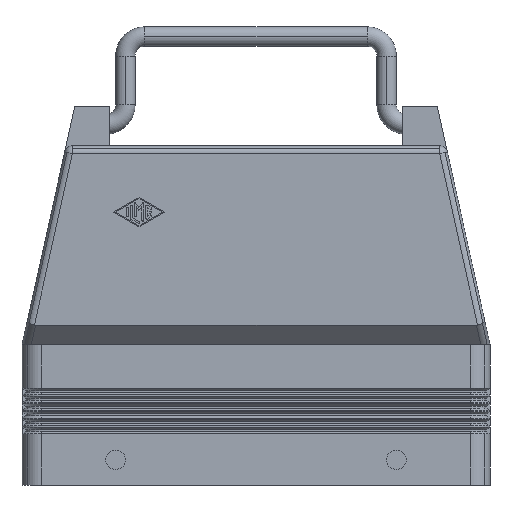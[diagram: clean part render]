
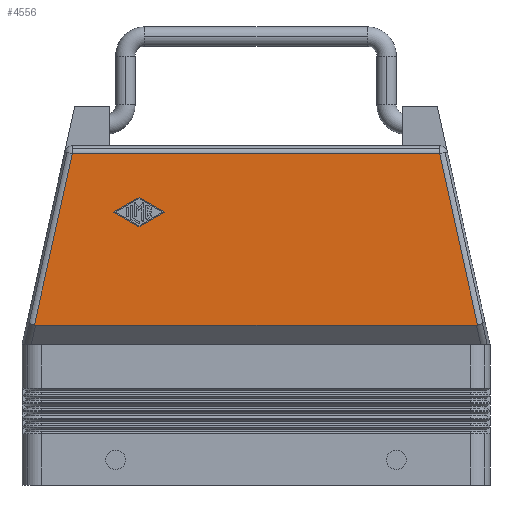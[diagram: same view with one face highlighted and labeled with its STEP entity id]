
A CAD part, front view. The second image highlights one B-rep face of the part: STEP entity #4556.
In plain terms, the highlighted planar face has unit normal (0, -1, 0).
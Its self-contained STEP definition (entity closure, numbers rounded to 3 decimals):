
#516=CARTESIAN_POINT('',(47.088,-26.5,85.));
#517=VERTEX_POINT('',#516);
#525=CARTESIAN_POINT('',(56.836,-26.5,41.033));
#526=VERTEX_POINT('',#525);
#527=CARTESIAN_POINT('',(47.088,-26.5,85.));
#528=DIRECTION('',(0.216,0.0,-0.976));
#529=VECTOR('',#528,45.034);
#530=LINE('',#527,#529);
#531=EDGE_CURVE('',#517,#526,#530,.T.);
#659=CARTESIAN_POINT('',(-47.088,-26.5,85.));
#660=VERTEX_POINT('',#659);
#668=CARTESIAN_POINT('',(-47.088,-26.5,85.));
#669=DIRECTION('',(1.0,0.0,0.0));
#670=VECTOR('',#669,94.177);
#671=LINE('',#668,#670);
#672=EDGE_CURVE('',#660,#517,#671,.T.);
#698=CARTESIAN_POINT('',(-56.836,-26.5,41.033));
#699=VERTEX_POINT('',#698);
#707=CARTESIAN_POINT('',(-56.836,-26.5,41.033));
#708=DIRECTION('',(0.216,0.0,0.976));
#709=VECTOR('',#708,45.034);
#710=LINE('',#707,#709);
#711=EDGE_CURVE('',#699,#660,#710,.T.);
#3751=CARTESIAN_POINT('',(-23.5,-26.5,70.));
#3752=VERTEX_POINT('',#3751);
#3759=CARTESIAN_POINT('',(-30.,-26.5,73.749));
#3760=VERTEX_POINT('',#3759);
#3761=CARTESIAN_POINT('',(-30.,-26.5,73.749));
#3762=DIRECTION('',(0.866,0.0,-0.5));
#3763=VECTOR('',#3762,7.504);
#3764=LINE('',#3761,#3763);
#3765=EDGE_CURVE('',#3760,#3752,#3764,.T.);
#3789=CARTESIAN_POINT('',(-30.0,-26.5,66.251));
#3790=VERTEX_POINT('',#3789);
#3797=CARTESIAN_POINT('',(-23.5,-26.5,70.));
#3798=DIRECTION('',(-0.866,0.0,-0.5));
#3799=VECTOR('',#3798,7.504);
#3800=LINE('',#3797,#3799);
#3801=EDGE_CURVE('',#3752,#3790,#3800,.T.);
#3820=CARTESIAN_POINT('',(-36.5,-26.5,70.));
#3821=VERTEX_POINT('',#3820);
#3828=CARTESIAN_POINT('',(-30.0,-26.5,66.251));
#3829=DIRECTION('',(-0.866,0.0,0.5));
#3830=VECTOR('',#3829,7.504);
#3831=LINE('',#3828,#3830);
#3832=EDGE_CURVE('',#3790,#3821,#3831,.T.);
#3850=CARTESIAN_POINT('',(-36.5,-26.5,70.));
#3851=DIRECTION('',(0.866,0.0,0.5));
#3852=VECTOR('',#3851,7.504);
#3853=LINE('',#3850,#3852);
#3854=EDGE_CURVE('',#3821,#3760,#3853,.T.);
#4516=CARTESIAN_POINT('',(0.,-26.5,59.708));
#4517=DIRECTION('',(0.0,1.0,0.0));
#4518=DIRECTION('',(0.0,0.0,1.0));
#4519=AXIS2_PLACEMENT_3D('',#4516,#4517,#4518);
#4520=PLANE('',#4519);
#4521=CARTESIAN_POINT('',(-56.529,-26.5,41.0));
#4522=VERTEX_POINT('',#4521);
#4523=CARTESIAN_POINT('',(-56.216,-26.5,43.828));
#4524=DIRECTION('',(0.,1.0,0.));
#4525=DIRECTION('',(-0.216,0.,-0.976));
#4526=AXIS2_PLACEMENT_3D('',#4523,#4524,#4525);
#4527=ELLIPSE('',#4526,2.863,2.0);
#4528=EDGE_CURVE('',#4522,#699,#4527,.T.);
#4529=ORIENTED_EDGE('',*,*,#4528,.F.);
#4530=CARTESIAN_POINT('',(56.529,-26.5,41.0));
#4531=VERTEX_POINT('',#4530);
#4532=CARTESIAN_POINT('',(56.529,-26.5,41.0));
#4533=DIRECTION('',(-1.0,0.0,0.0));
#4534=VECTOR('',#4533,113.059);
#4535=LINE('',#4532,#4534);
#4536=EDGE_CURVE('',#4531,#4522,#4535,.T.);
#4537=ORIENTED_EDGE('',*,*,#4536,.F.);
#4538=CARTESIAN_POINT('',(56.216,-26.5,43.828));
#4539=DIRECTION('',(0.0,1.,0.0));
#4540=DIRECTION('',(0.216,0.0,-0.976));
#4541=AXIS2_PLACEMENT_3D('',#4538,#4539,#4540);
#4542=ELLIPSE('',#4541,2.863,2.);
#4543=EDGE_CURVE('',#526,#4531,#4542,.T.);
#4544=ORIENTED_EDGE('',*,*,#4543,.F.);
#4545=ORIENTED_EDGE('',*,*,#531,.F.);
#4546=ORIENTED_EDGE('',*,*,#672,.F.);
#4547=ORIENTED_EDGE('',*,*,#711,.F.);
#4548=EDGE_LOOP('',(#4529,#4537,#4544,#4545,#4546,#4547));
#4549=FACE_OUTER_BOUND('',#4548,.T.);
#4550=ORIENTED_EDGE('',*,*,#3765,.T.);
#4551=ORIENTED_EDGE('',*,*,#3801,.T.);
#4552=ORIENTED_EDGE('',*,*,#3832,.T.);
#4553=ORIENTED_EDGE('',*,*,#3854,.T.);
#4554=EDGE_LOOP('',(#4550,#4551,#4552,#4553));
#4555=FACE_BOUND('',#4554,.T.);
#4556=ADVANCED_FACE('',(#4549,#4555),#4520,.F.);
